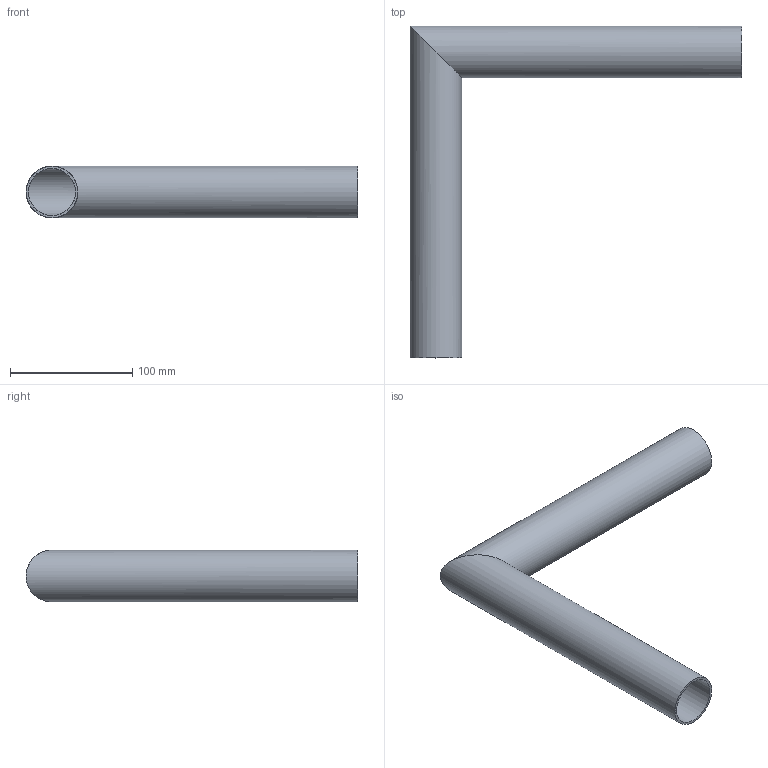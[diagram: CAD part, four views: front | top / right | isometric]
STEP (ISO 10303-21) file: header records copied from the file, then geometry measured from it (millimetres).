
FILE_DESCRIPTION(/* description */ (''),/* implementation_level */ '2;1');
FILE_NAME(/* name */ '43229.ipt.step',/* time_stamp */ '2022-07-18T12:56:25+02:00',/* author */ ('Abt. Technik'),/* organization */ (''),/* preprocessor_version */ 'ST-DEVELOPER v18.1',/* originating_system */ 'Autodesk Inventor 2022',/* authorisation */ '');
FILE_SCHEMA (('AUTOMOTIVE_DESIGN { 1 0 10303 214 3 1 1 }'));
Length unit declared in the file: millimetre
Products named in the file (1): 43229
Bounding box: 271.2 x 271.2 x 42.4 mm (x, y, z)
Volume: 126920.3 mm3; surface area: 127428 mm2
Topology: 1 solids, 1 shells, 6 faces, 14 edges, 10 vertices
Faces by surface type: cylinder 4, plane 2
Full cylindrical faces by diameter (mm): 38.4 x2, 42.4 x2
Entity records: 231 total; most frequent: DIRECTION 38, CARTESIAN_POINT 31, ORIENTED_EDGE 28, AXIS2_PLACEMENT_3D 17, EDGE_CURVE 14, VERTEX_POINT 10, EDGE_LOOP 8, FACE_OUTER_BOUND 6
